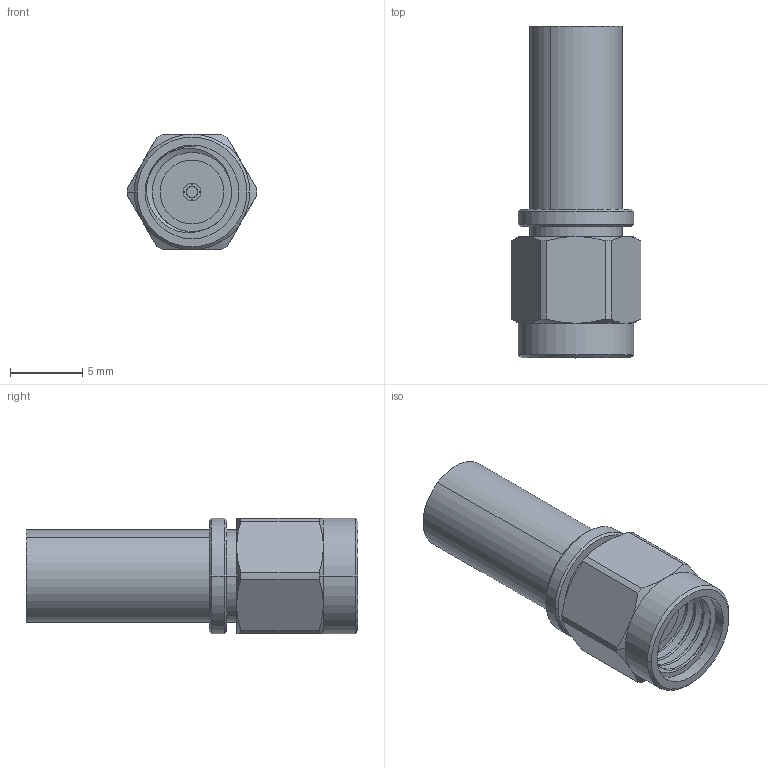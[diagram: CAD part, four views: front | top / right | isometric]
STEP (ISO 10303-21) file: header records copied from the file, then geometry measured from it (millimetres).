
FILE_DESCRIPTION (( 'STEP AP214' ), '1' );
FILE_NAME ('HPC202_3D.step', '2025-10-07T20:28:38', ( '' ), ( '' ), 'SwSTEP 2.0', 'SolidWorks 2025', '' );
FILE_SCHEMA (( 'AUTOMOTIVE_DESIGN' ));
Length unit declared in the file: inch
Products named in the file (4): Center Pin^HPC202; HPC202_3D; Body^HPC202; Ferrule^HPC202
Assembly tree (3 placements, depth 2):
  HPC202_3D
    Body^HPC202
    Center Pin^HPC202
    Ferrule^HPC202
Bounding box: 9 x 23 x 8 mm (x, y, z)
Volume: 655.4 mm3; surface area: 1225.4 mm2
Topology: 3 solids, 3 shells, 1345 faces, 2874 edges, 1541 vertices
Faces by surface type: bspline 962, cylinder 216, plane 137, cone 30
Entity records: 37137 total; most frequent: CARTESIAN_POINT 17508, ORIENTED_EDGE 5744, EDGE_CURVE 2872, DIRECTION 2032, VERTEX_POINT 1541, EDGE_LOOP 1357, FACE_OUTER_BOUND 1345, ADVANCED_FACE 1345
